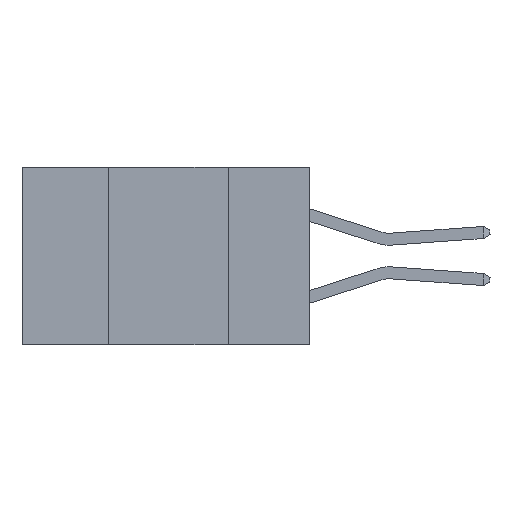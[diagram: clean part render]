
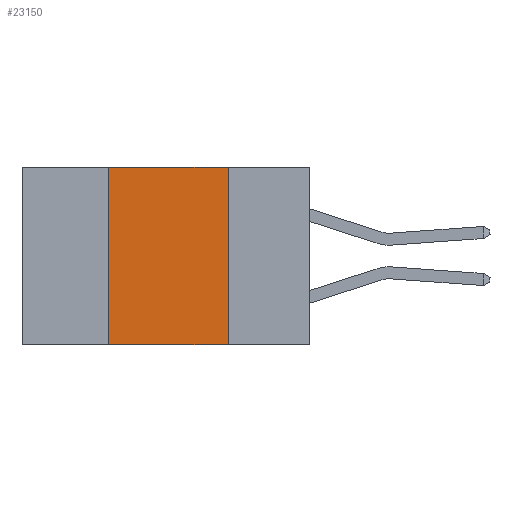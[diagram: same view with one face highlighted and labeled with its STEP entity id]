
A CAD part, left-side view. The second image highlights one B-rep face of the part: STEP entity #23150.
In plain terms, the highlighted planar face has unit normal (-1, 0, 0).
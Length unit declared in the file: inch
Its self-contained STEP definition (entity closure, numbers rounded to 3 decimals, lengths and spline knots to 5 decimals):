
#696 = VERTEX_POINT ( 'NONE', #13408 ) ;
#2964 = CARTESIAN_POINT ( 'NONE',  ( 0., 0.6, 0. ) ) ;
#5539 = EDGE_CURVE ( 'NONE', #13328, #696, #17520, .T. ) ;
#5973 = DIRECTION ( 'NONE',  ( 0., 0., 1. ) ) ;
#6432 = DIRECTION ( 'NONE',  ( 0., 0., -1. ) ) ;
#8165 = CARTESIAN_POINT ( 'NONE',  ( 0., 0.42, 0. ) ) ;
#8250 = LINE ( 'NONE', #2964, #8984 ) ;
#8364 = ORIENTED_EDGE ( 'NONE', *, *, #16710, .F. ) ;
#8984 = VECTOR ( 'NONE', #19484, 39.37008 ) ;
#9360 = ORIENTED_EDGE ( 'NONE', *, *, #5539, .F. ) ;
#11204 = PLANE ( 'NONE',  #13068 ) ;
#11254 = VERTEX_POINT ( 'NONE', #27690 ) ;
#12985 = VERTEX_POINT ( 'NONE', #17490 ) ;
#13068 = AXIS2_PLACEMENT_3D ( 'NONE', #24988, #13651, #6432 ) ;
#13328 = VERTEX_POINT ( 'NONE', #24144 ) ;
#13408 = CARTESIAN_POINT ( 'NONE',  ( 0., 0.42, 0. ) ) ;
#13651 = DIRECTION ( 'NONE',  ( 1., 0., 0. ) ) ;
#15482 = VECTOR ( 'NONE', #23195, 39.37008 ) ;
#16298 = CARTESIAN_POINT ( 'NONE',  ( 0., 0.6, -0.37 ) ) ;
#16704 = ORIENTED_EDGE ( 'NONE', *, *, #22285, .F. ) ;
#16710 = EDGE_CURVE ( 'NONE', #696, #11254, #8250, .T. ) ;
#16805 = VECTOR ( 'NONE', #5973, 39.37008 ) ;
#17490 = CARTESIAN_POINT ( 'NONE',  ( 0., 0.17, -0.37 ) ) ;
#17520 = LINE ( 'NONE', #8165, #16805 ) ;
#17889 = LINE ( 'NONE', #29748, #19694 ) ;
#18517 = DIRECTION ( 'NONE',  ( 0., 0., -1. ) ) ;
#19484 = DIRECTION ( 'NONE',  ( 0., -1., 0. ) ) ;
#19694 = VECTOR ( 'NONE', #18517, 39.37008 ) ;
#21638 = LINE ( 'NONE', #16298, #15482 ) ;
#22285 = EDGE_CURVE ( 'NONE', #11254, #12985, #17889, .T. ) ;
#23150 = ADVANCED_FACE ( 'NONE', ( #30218 ), #11204, .F. ) ;
#23195 = DIRECTION ( 'NONE',  ( 0., -1., 0. ) ) ;
#23363 = ORIENTED_EDGE ( 'NONE', *, *, #28567, .T. ) ;
#24144 = CARTESIAN_POINT ( 'NONE',  ( 0., 0.42, -0.37 ) ) ;
#24988 = CARTESIAN_POINT ( 'NONE',  ( 0., 0.6, 0. ) ) ;
#25549 = EDGE_LOOP ( 'NONE', ( #16704, #8364, #9360, #23363 ) ) ;
#27690 = CARTESIAN_POINT ( 'NONE',  ( 0., 0.17, 0. ) ) ;
#28567 = EDGE_CURVE ( 'NONE', #13328, #12985, #21638, .T. ) ;
#29748 = CARTESIAN_POINT ( 'NONE',  ( 0., 0.17, 0. ) ) ;
#30218 = FACE_OUTER_BOUND ( 'NONE', #25549, .T. ) ;
